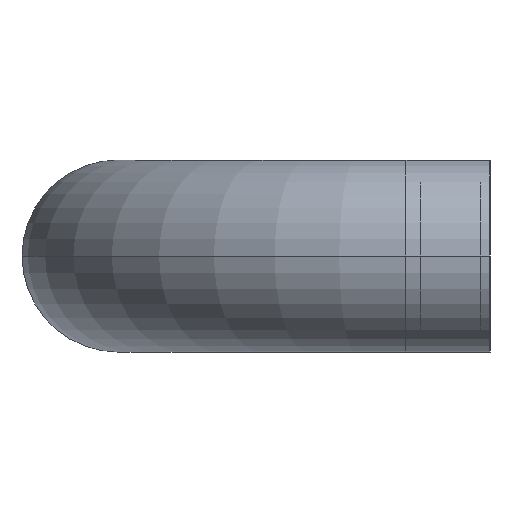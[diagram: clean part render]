
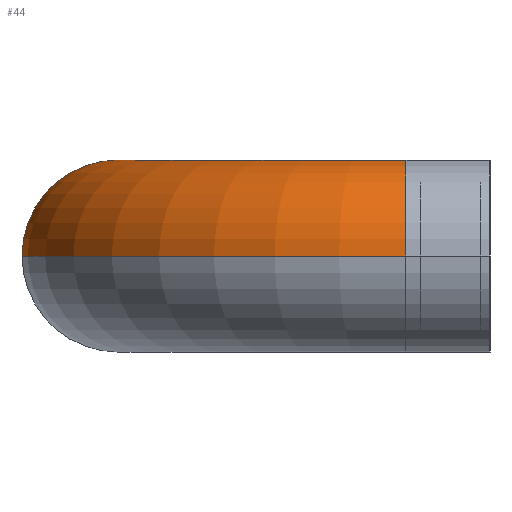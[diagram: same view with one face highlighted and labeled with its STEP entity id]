
A CAD part, left-side view. The second image highlights one B-rep face of the part: STEP entity #44.
In plain terms, the highlighted toroidal (fillet/blend) face has major radius 48 mm and minor radius 16 mm.
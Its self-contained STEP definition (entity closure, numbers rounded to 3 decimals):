
#39 = EDGE_CURVE ( 'NONE', #340, #346, #1103, .T. ) ;
#44 = ADVANCED_FACE ( 'NONE', ( #731 ), #1137, .T. ) ;
#47 = EDGE_CURVE ( 'NONE', #349, #346, #1099, .T. ) ;
#62 = EDGE_CURVE ( 'NONE', #341, #349, #1121, .T. ) ;
#90 = EDGE_CURVE ( 'NONE', #341, #340, #858, .T. ) ;
#179 = EDGE_LOOP ( 'NONE', ( #397, #403, #327, #395 ) ) ;
#312 = AXIS2_PLACEMENT_3D ( 'NONE', #930, #917, #901 ) ;
#327 = ORIENTED_EDGE ( 'NONE', *, *, #47, .F. ) ;
#340 = VERTEX_POINT ( 'NONE', #430 ) ;
#341 = VERTEX_POINT ( 'NONE', #420 ) ;
#346 = VERTEX_POINT ( 'NONE', #498 ) ;
#349 = VERTEX_POINT ( 'NONE', #485 ) ;
#395 = ORIENTED_EDGE ( 'NONE', *, *, #62, .F. ) ;
#397 = ORIENTED_EDGE ( 'NONE', *, *, #90, .T. ) ;
#403 = ORIENTED_EDGE ( 'NONE', *, *, #39, .T. ) ;
#420 = CARTESIAN_POINT ( 'NONE',  ( -252., 46., 0. ) ) ;
#430 = CARTESIAN_POINT ( 'NONE',  ( -252., 78., 0. ) ) ;
#485 = CARTESIAN_POINT ( 'NONE',  ( -284., 14., 0. ) ) ;
#498 = CARTESIAN_POINT ( 'NONE',  ( -316., 14., 0. ) ) ;
#594 = DIRECTION ( 'NONE',  ( 0., 0., 1. ) ) ;
#597 = DIRECTION ( 'NONE',  ( 0., -1., 0. ) ) ;
#598 = CARTESIAN_POINT ( 'NONE',  ( -300., 14., 0. ) ) ;
#607 = DIRECTION ( 'NONE',  ( 0., 0., 1. ) ) ;
#609 = DIRECTION ( 'NONE',  ( 1., 0., 0. ) ) ;
#617 = CARTESIAN_POINT ( 'NONE',  ( -252., 14., 0. ) ) ;
#662 = CARTESIAN_POINT ( 'NONE',  ( -252., 14., 0. ) ) ;
#663 = DIRECTION ( 'NONE',  ( 0., 0., 1. ) ) ;
#664 = DIRECTION ( 'NONE',  ( 1., 0., 0. ) ) ;
#707 = AXIS2_PLACEMENT_3D ( 'NONE', #598, #597, #594 ) ;
#725 = AXIS2_PLACEMENT_3D ( 'NONE', #662, #663, #664 ) ;
#731 = FACE_OUTER_BOUND ( 'NONE', #179, .T. ) ;
#734 = AXIS2_PLACEMENT_3D ( 'NONE', #617, #607, #609 ) ;
#806 = AXIS2_PLACEMENT_3D ( 'NONE', #964, #965, #966 ) ;
#858 = CIRCLE ( 'NONE', #312, 16. ) ;
#901 = DIRECTION ( 'NONE',  ( 0., 0., 1. ) ) ;
#917 = DIRECTION ( 'NONE',  ( -1., 0., 0. ) ) ;
#930 = CARTESIAN_POINT ( 'NONE',  ( -252., 62., 0. ) ) ;
#964 = CARTESIAN_POINT ( 'NONE',  ( -252., 14., 0. ) ) ;
#965 = DIRECTION ( 'NONE',  ( 0., 0., 1. ) ) ;
#966 = DIRECTION ( 'NONE',  ( 1., 0., 0. ) ) ;
#1099 = CIRCLE ( 'NONE', #707, 16. ) ;
#1103 = CIRCLE ( 'NONE', #725, 64. ) ;
#1121 = CIRCLE ( 'NONE', #806, 32. ) ;
#1137 = TOROIDAL_SURFACE ( 'NONE', #734, 48., 16. ) ;
